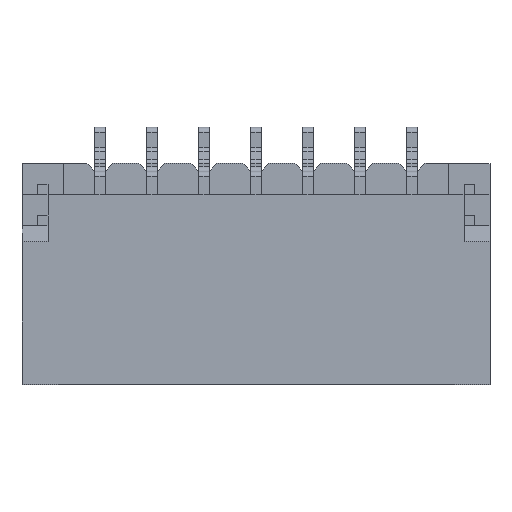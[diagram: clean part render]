
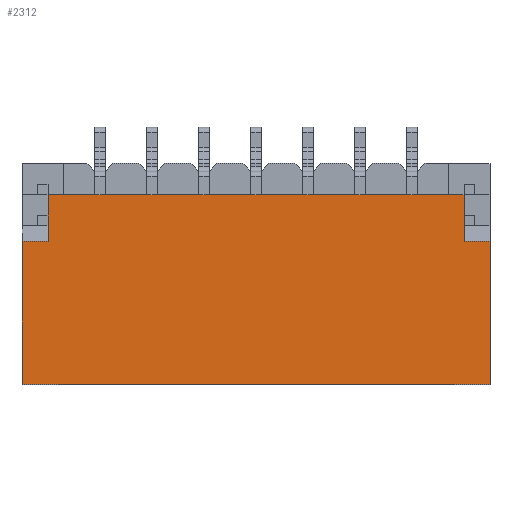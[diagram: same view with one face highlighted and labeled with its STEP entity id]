
A CAD part, top view. The second image highlights one B-rep face of the part: STEP entity #2312.
In plain terms, the highlighted planar face has unit normal (0, 0, 1).
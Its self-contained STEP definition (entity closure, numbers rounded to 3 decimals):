
#2312=ADVANCED_FACE('',(#5369),#5371,.T.);
#5369=FACE_BOUND('',#5370,.T.);
#5370=EDGE_LOOP('',(#7871,#7872,#7873,#7874,#7875,#7876,#7877,#7878));
#5371=PLANE('',#5372);
#5372=AXIS2_PLACEMENT_3D('',#5373,#5374,#5375);
#5373=CARTESIAN_POINT('',(-0.5,-4.25,2.9));
#5374=DIRECTION('',(0.,0.,1.));
#5375=DIRECTION('',(1.,0.,0.));
#7871=ORIENTED_EDGE('',*,*,#9515,.T.);
#7872=ORIENTED_EDGE('',*,*,#9516,.T.);
#7873=ORIENTED_EDGE('',*,*,#9517,.T.);
#7874=ORIENTED_EDGE('',*,*,#9518,.T.);
#7875=ORIENTED_EDGE('',*,*,#9519,.T.);
#7876=ORIENTED_EDGE('',*,*,#9520,.F.);
#7877=ORIENTED_EDGE('',*,*,#9411,.T.);
#7878=ORIENTED_EDGE('',*,*,#9509,.T.);
#9411=EDGE_CURVE('',#10996,#10994,#10997,.T.);
#9509=EDGE_CURVE('',#10994,#11182,#11184,.T.);
#9515=EDGE_CURVE('',#11182,#11193,#11194,.T.);
#9516=EDGE_CURVE('',#11193,#11195,#11196,.T.);
#9517=EDGE_CURVE('',#11195,#11197,#11198,.T.);
#9518=EDGE_CURVE('',#11197,#11199,#11200,.F.);
#9519=EDGE_CURVE('',#11199,#11201,#11202,.F.);
#9520=EDGE_CURVE('',#10996,#11201,#11203,.T.);
#10994=VERTEX_POINT('',#14326);
#10996=VERTEX_POINT('',#14330);
#10997=LINE('',#14331,#14332);
#11182=VERTEX_POINT('',#14710);
#11184=LINE('',#14714,#14715);
#11193=VERTEX_POINT('',#14735);
#11194=LINE('',#14736,#14737);
#11195=VERTEX_POINT('',#14739);
#11196=LINE('',#14740,#14741);
#11197=VERTEX_POINT('',#14743);
#11198=LINE('',#14744,#14745);
#11199=VERTEX_POINT('',#14747);
#11200=LINE('',#14748,#14749);
#11201=VERTEX_POINT('',#14751);
#11202=LINE('',#14752,#14753);
#11203=LINE('',#14755,#14756);
#14326=CARTESIAN_POINT('',(7.5,-4.25,2.9));
#14330=CARTESIAN_POINT('',(-1.5,-4.25,2.9));
#14331=CARTESIAN_POINT('',(-1.5,-4.25,2.9));
#14332=VECTOR('',#14333,1.);
#14333=DIRECTION('',(1.,0.,0.));
#14710=CARTESIAN_POINT('',(7.5,-1.5,2.9));
#14714=CARTESIAN_POINT('',(7.5,-4.25,2.9));
#14715=VECTOR('',#14716,1.);
#14716=DIRECTION('',(0.,1.,0.));
#14735=CARTESIAN_POINT('',(7.,-1.5,2.9));
#14736=CARTESIAN_POINT('',(7.5,-1.5,2.9));
#14737=VECTOR('',#14738,1.);
#14738=DIRECTION('',(-1.,0.,0.));
#14739=CARTESIAN_POINT('',(7.,-0.6,2.9));
#14740=CARTESIAN_POINT('',(7.,-1.5,2.9));
#14741=VECTOR('',#14742,1.);
#14742=DIRECTION('',(0.,1.,0.));
#14743=CARTESIAN_POINT('',(-1.,-0.6,2.9));
#14744=CARTESIAN_POINT('',(7.,-0.6,2.9));
#14745=VECTOR('',#14746,1.);
#14746=DIRECTION('',(-1.,0.,0.));
#14747=CARTESIAN_POINT('',(-1.,-1.5,2.9));
#14748=CARTESIAN_POINT('',(-1.,-1.5,2.9));
#14749=VECTOR('',#14750,1.);
#14750=DIRECTION('',(0.,1.,0.));
#14751=CARTESIAN_POINT('',(-1.5,-1.5,2.9));
#14752=CARTESIAN_POINT('',(-1.5,-1.5,2.9));
#14753=VECTOR('',#14754,1.);
#14754=DIRECTION('',(1.,0.,0.));
#14755=CARTESIAN_POINT('',(-1.5,-4.25,2.9));
#14756=VECTOR('',#14757,1.);
#14757=DIRECTION('',(0.,1.,0.));
